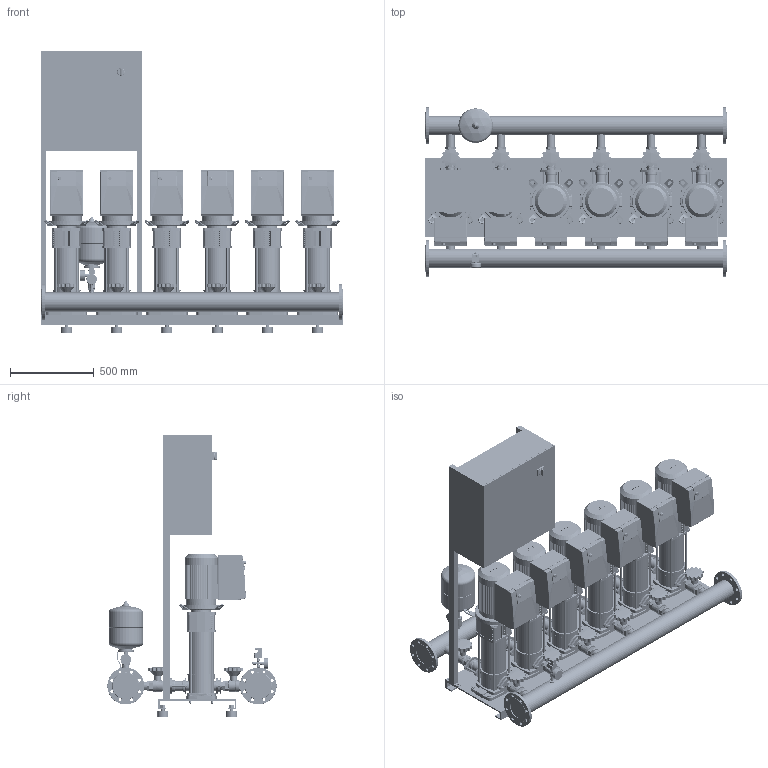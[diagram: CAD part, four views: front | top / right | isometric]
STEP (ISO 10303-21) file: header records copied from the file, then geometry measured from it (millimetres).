
FILE_DESCRIPTION((''),'2;1');
FILE_NAME('3d_COR-6HELIXVE1005_K_CCE-01-2539357.stp','2015-10-05T07:24:29',(''),(''),'Mechanical Desktop 2009','Mechanical Desktop 2009',', , ');
FILE_SCHEMA(('CONFIG_CONTROL_DESIGN'));
Length unit declared in the file: millimetre
Products named in the file (1): Product
Bounding box: 1800 x 1012 x 1685 mm (x, y, z)
Volume: 340649491.6 mm3; surface area: 18228934.2 mm2
Topology: 333 solids, 333 shells, 9025 faces, 23071 edges, 15004 vertices
Faces by surface type: plane 2956, bspline 2708, cylinder 2644, cone 349, torus 256, sphere 112
Entity records: 298306 total; most frequent: CARTESIAN_POINT 82732, ORIENTED_EDGE 45930, DIRECTION 42402, EDGE_CURVE 22965, VERTEX_POINT 14997, AXIS2_PLACEMENT_3D 14427, VECTOR 13548, LINE 13548
